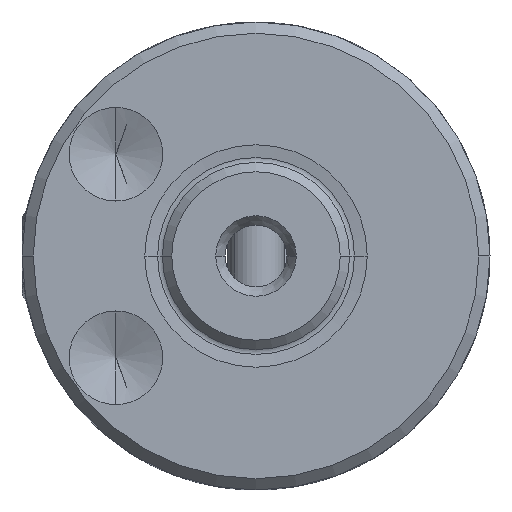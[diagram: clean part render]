
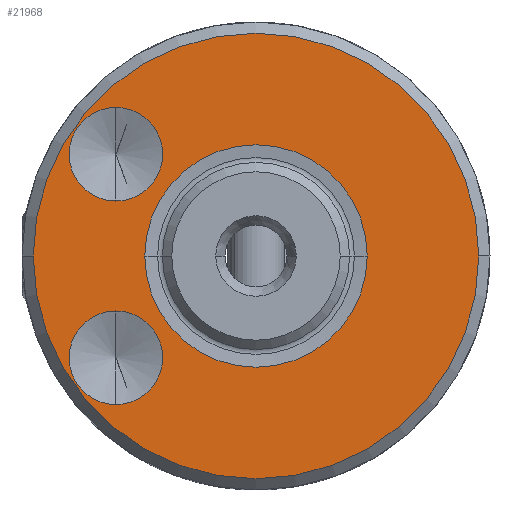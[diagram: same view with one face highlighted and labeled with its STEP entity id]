
A CAD part, left-side view. The second image highlights one B-rep face of the part: STEP entity #21968.
In plain terms, the highlighted planar face has unit normal (-1, 0, 0).
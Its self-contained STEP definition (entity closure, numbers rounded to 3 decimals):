
#232 = EDGE_CURVE ( 'NONE', #423, #35858, #15172, .T. ) ;
#349 = CARTESIAN_POINT ( 'NONE',  ( -25., 7.483, -5.437 ) ) ;
#423 = VERTEX_POINT ( 'NONE', #876 ) ;
#756 = EDGE_CURVE ( 'NONE', #19255, #4435, #29181, .T. ) ;
#876 = CARTESIAN_POINT ( 'NONE',  ( -25., 11.9, 0. ) ) ;
#1185 = ORIENTED_EDGE ( 'NONE', *, *, #18220, .F. ) ;
#1223 = CARTESIAN_POINT ( 'NONE',  ( -25., 7.483, -2.937 ) ) ;
#1870 = AXIS2_PLACEMENT_3D ( 'NONE', #349, #26523, #11844 ) ;
#3365 = PLANE ( 'NONE',  #16244 ) ;
#3560 = EDGE_CURVE ( 'NONE', #14593, #17872, #31398, .T. ) ;
#3665 = DIRECTION ( 'NONE',  ( -1., 0., 0. ) ) ;
#4080 = ORIENTED_EDGE ( 'NONE', *, *, #3560, .F. ) ;
#4435 = VERTEX_POINT ( 'NONE', #5588 ) ;
#5413 = FACE_BOUND ( 'NONE', #37066, .T. ) ;
#5588 = CARTESIAN_POINT ( 'NONE',  ( -25., 5.94, 0. ) ) ;
#5598 = AXIS2_PLACEMENT_3D ( 'NONE', #11970, #18345, #26657 ) ;
#6342 = FACE_BOUND ( 'NONE', #37090, .T. ) ;
#8254 = VERTEX_POINT ( 'NONE', #11794 ) ;
#8981 = EDGE_CURVE ( 'NONE', #27059, #8254, #32675, .T. ) ;
#9288 = DIRECTION ( 'NONE',  ( -1., 0., 0. ) ) ;
#9757 = ORIENTED_EDGE ( 'NONE', *, *, #232, .F. ) ;
#10147 = EDGE_CURVE ( 'NONE', #35858, #423, #36253, .T. ) ;
#10369 = EDGE_LOOP ( 'NONE', ( #25729, #1185 ) ) ;
#10440 = AXIS2_PLACEMENT_3D ( 'NONE', #16461, #32550, #35524 ) ;
#11794 = CARTESIAN_POINT ( 'NONE',  ( -25., 7.483, -7.937 ) ) ;
#11844 = DIRECTION ( 'NONE',  ( 0., 0., 1. ) ) ;
#11970 = CARTESIAN_POINT ( 'NONE',  ( -25., 0., 0. ) ) ;
#12030 = DIRECTION ( 'NONE',  ( 0., 0., 1. ) ) ;
#13332 = FACE_BOUND ( 'NONE', #10369, .T. ) ;
#13819 = EDGE_CURVE ( 'NONE', #4435, #19255, #15698, .T. ) ;
#14276 = FACE_OUTER_BOUND ( 'NONE', #24341, .T. ) ;
#14306 = DIRECTION ( 'NONE',  ( 1., 0., 0. ) ) ;
#14593 = VERTEX_POINT ( 'NONE', #25009 ) ;
#15172 = CIRCLE ( 'NONE', #5598, 11.9 ) ;
#15698 = CIRCLE ( 'NONE', #27973, 5.94 ) ;
#16244 = AXIS2_PLACEMENT_3D ( 'NONE', #24187, #32494, #32761 ) ;
#16461 = CARTESIAN_POINT ( 'NONE',  ( -25., 0., 0. ) ) ;
#16859 = AXIS2_PLACEMENT_3D ( 'NONE', #27108, #9288, #12030 ) ;
#17167 = ORIENTED_EDGE ( 'NONE', *, *, #756, .T. ) ;
#17867 = DIRECTION ( 'NONE',  ( -1., 0., 0. ) ) ;
#17872 = VERTEX_POINT ( 'NONE', #24954 ) ;
#17915 = ORIENTED_EDGE ( 'NONE', *, *, #13819, .T. ) ;
#18019 = CARTESIAN_POINT ( 'NONE',  ( -25., 0., 0. ) ) ;
#18158 = DIRECTION ( 'NONE',  ( 0., 1., 0. ) ) ;
#18220 = EDGE_CURVE ( 'NONE', #8254, #27059, #19563, .T. ) ;
#18345 = DIRECTION ( 'NONE',  ( 1., 0., 0. ) ) ;
#18805 = ORIENTED_EDGE ( 'NONE', *, *, #10147, .F. ) ;
#19255 = VERTEX_POINT ( 'NONE', #22660 ) ;
#19562 = CIRCLE ( 'NONE', #38107, 2.5 ) ;
#19563 = CIRCLE ( 'NONE', #16859, 2.5 ) ;
#20874 = DIRECTION ( 'NONE',  ( 0., 0., 1. ) ) ;
#21123 = CARTESIAN_POINT ( 'NONE',  ( -25., 7.483, 5.437 ) ) ;
#21968 = ADVANCED_FACE ( 'NONE', ( #13332, #5413, #6342, #14276 ), #3365, .T. ) ;
#22660 = CARTESIAN_POINT ( 'NONE',  ( -25., -5.94, 0. ) ) ;
#22946 = ORIENTED_EDGE ( 'NONE', *, *, #28941, .F. ) ;
#24187 = CARTESIAN_POINT ( 'NONE',  ( -25., 11.9, 0. ) ) ;
#24341 = EDGE_LOOP ( 'NONE', ( #9757, #18805 ) ) ;
#24493 = DIRECTION ( 'NONE',  ( 0., 0., 1. ) ) ;
#24954 = CARTESIAN_POINT ( 'NONE',  ( -25., 7.483, 7.937 ) ) ;
#25009 = CARTESIAN_POINT ( 'NONE',  ( -25., 7.483, 2.937 ) ) ;
#25729 = ORIENTED_EDGE ( 'NONE', *, *, #8981, .F. ) ;
#25810 = AXIS2_PLACEMENT_3D ( 'NONE', #32096, #14306, #37428 ) ;
#26356 = AXIS2_PLACEMENT_3D ( 'NONE', #21123, #17867, #20874 ) ;
#26523 = DIRECTION ( 'NONE',  ( -1., 0., 0. ) ) ;
#26657 = DIRECTION ( 'NONE',  ( 0., 1., 0. ) ) ;
#27059 = VERTEX_POINT ( 'NONE', #1223 ) ;
#27108 = CARTESIAN_POINT ( 'NONE',  ( -25., 7.483, -5.437 ) ) ;
#27259 = DIRECTION ( 'NONE',  ( 1., 0., 0. ) ) ;
#27973 = AXIS2_PLACEMENT_3D ( 'NONE', #18019, #27259, #18158 ) ;
#28941 = EDGE_CURVE ( 'NONE', #17872, #14593, #19562, .T. ) ;
#29181 = CIRCLE ( 'NONE', #25810, 5.94 ) ;
#31398 = CIRCLE ( 'NONE', #26356, 2.5 ) ;
#32096 = CARTESIAN_POINT ( 'NONE',  ( -25., 0., 0. ) ) ;
#32480 = CARTESIAN_POINT ( 'NONE',  ( -25., -11.9, 0. ) ) ;
#32494 = DIRECTION ( 'NONE',  ( -1., 0., 0. ) ) ;
#32550 = DIRECTION ( 'NONE',  ( 1., 0., 0. ) ) ;
#32675 = CIRCLE ( 'NONE', #1870, 2.5 ) ;
#32761 = DIRECTION ( 'NONE',  ( 0., -1., 0. ) ) ;
#35524 = DIRECTION ( 'NONE',  ( 0., 1., 0. ) ) ;
#35858 = VERTEX_POINT ( 'NONE', #32480 ) ;
#36166 = CARTESIAN_POINT ( 'NONE',  ( -25., 7.483, 5.437 ) ) ;
#36253 = CIRCLE ( 'NONE', #10440, 11.9 ) ;
#37066 = EDGE_LOOP ( 'NONE', ( #22946, #4080 ) ) ;
#37090 = EDGE_LOOP ( 'NONE', ( #17167, #17915 ) ) ;
#37428 = DIRECTION ( 'NONE',  ( 0., 1., 0. ) ) ;
#38107 = AXIS2_PLACEMENT_3D ( 'NONE', #36166, #3665, #24493 ) ;
